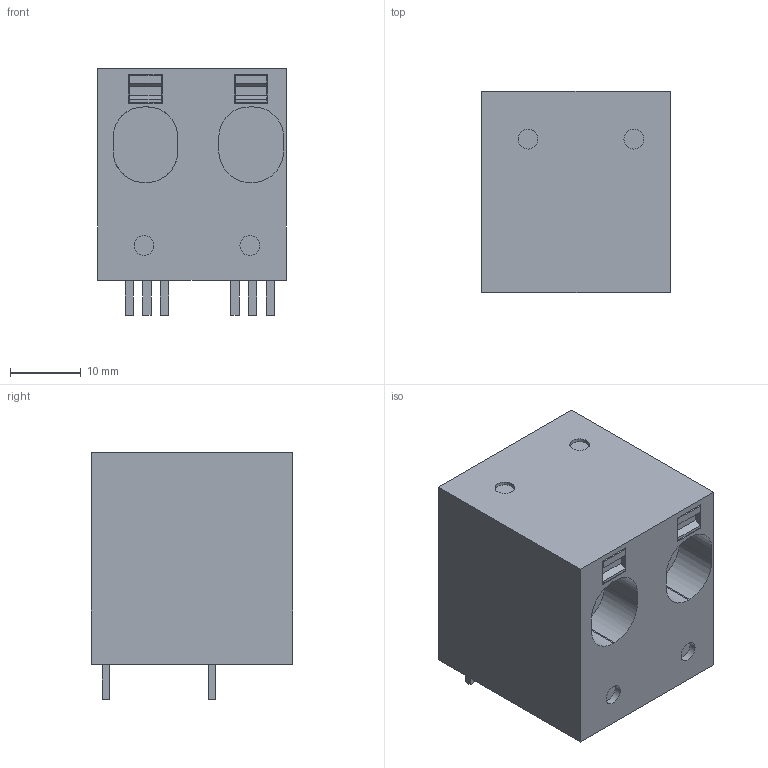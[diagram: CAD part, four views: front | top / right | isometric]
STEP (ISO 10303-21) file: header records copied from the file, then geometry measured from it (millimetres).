
FILE_DESCRIPTION(('CATIA V5 STEP Exchange','CAx-IF Rec.Pracs.--- Model Styling and Organization---1.2---2011-12-15'),'2;1');
FILE_NAME ('D1462934_0_2499440000_2499440000.stp','2018-03-29T09:59:58+00:00',('none'),('Weidmueller'),'CATIA Version 5-6 Release 2014','CATIA V5 STEP AP214','none');
FILE_SCHEMA(('AUTOMOTIVE_DESIGN { 1 0 10303 214 1 1 1 1 }'));
Length unit declared in the file: millimetre
Products named in the file (1): 2499440000
Bounding box: 26.8 x 28.55 x 35 mm (x, y, z)
Volume: 20911.2 mm3; surface area: 6379.6 mm2
Topology: 5 solids, 5 shells, 146 faces, 372 edges, 248 vertices
Faces by surface type: plane 130, cylinder 16
Entity records: 4461 total; most frequent: CARTESIAN_POINT 878, ORIENTED_EDGE 744, DIRECTION 606, EDGE_CURVE 372, VECTOR 340, LINE 340, VERTEX_POINT 248, EDGE_LOOP 158
